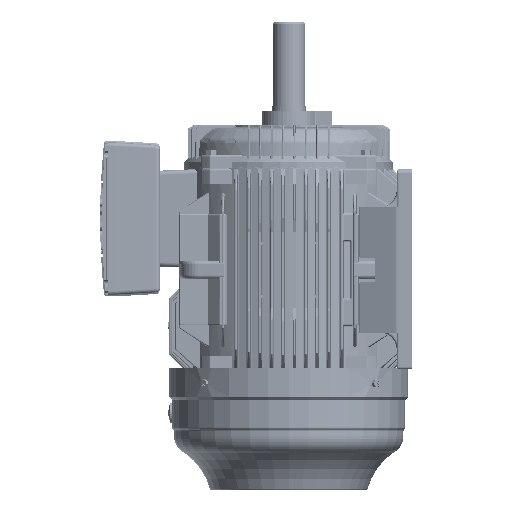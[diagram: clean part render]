
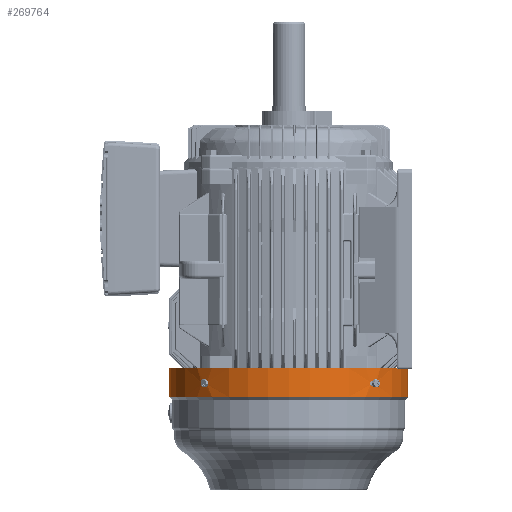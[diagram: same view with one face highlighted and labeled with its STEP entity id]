
A CAD part, left-side view. The second image highlights one B-rep face of the part: STEP entity #269764.
In plain terms, the highlighted cylindrical face has radius 157 mm (diameter 314 mm), a partial arc.
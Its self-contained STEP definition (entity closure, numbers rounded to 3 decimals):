
#93021=CARTESIAN_POINT('',(0.,0.,-31.989));
#93022=DIRECTION('',(0.,0.,-1.));
#93023=DIRECTION('',(0.,-1.,0.));
#93024=AXIS2_PLACEMENT_3D('',#93021,#93022,#93023);
#93040=DIRECTION('',(0.,0.,-1.));
#93041=VECTOR('',#93040,38.);
#93042=CARTESIAN_POINT('',(0.,-157.,6.011));
#93043=LINE('',#93042,#93041);
#93068=DIRECTION('',(0.,0.,-1.));
#93069=VECTOR('',#93068,38.);
#93070=CARTESIAN_POINT('',(0.,157.,6.011));
#93071=LINE('',#93070,#93069);
#93072=CARTESIAN_POINT('',(-109.234,-112.769,
-17.489));
#93073=CARTESIAN_POINT('',(-108.888,-113.104,
-17.489));
#93074=CARTESIAN_POINT('',(-108.25,-113.717,
-17.306));
#93075=CARTESIAN_POINT('',(-107.392,-114.526,
-16.526));
#93076=CARTESIAN_POINT('',(-106.825,-115.054,
-15.359));
#93077=CARTESIAN_POINT('',(-106.625,-115.239,
-13.982));
#93078=CARTESIAN_POINT('',(-106.828,-115.052,
-12.612));
#93079=CARTESIAN_POINT('',(-107.395,-114.523,
-11.448));
#93080=CARTESIAN_POINT('',(-108.253,-113.714,
-10.671));
#93081=CARTESIAN_POINT('',(-108.889,-113.103,
-10.489));
#93082=CARTESIAN_POINT('',(-109.234,-112.769,
-10.489));
#93084=CARTESIAN_POINT('',(-112.769,-109.234,
-10.489));
#93085=CARTESIAN_POINT('',(-113.104,-108.889,
-10.489));
#93086=CARTESIAN_POINT('',(-113.716,-108.251,
-10.671));
#93087=CARTESIAN_POINT('',(-114.525,-107.394,
-11.45));
#93088=CARTESIAN_POINT('',(-115.053,-106.826,
-12.615));
#93089=CARTESIAN_POINT('',(-115.239,-106.625,
-13.989));
#93090=CARTESIAN_POINT('',(-115.053,-106.826,
-15.363));
#93091=CARTESIAN_POINT('',(-114.525,-107.394,
-16.528));
#93092=CARTESIAN_POINT('',(-113.716,-108.251,
-17.307));
#93093=CARTESIAN_POINT('',(-113.104,-108.889,
-17.489));
#93094=CARTESIAN_POINT('',(-112.769,-109.234,
-17.489));
#93096=CARTESIAN_POINT('',(-109.234,112.769,
-10.489));
#93097=CARTESIAN_POINT('',(-108.889,113.104,
-10.489));
#93098=CARTESIAN_POINT('',(-108.251,113.716,
-10.671));
#93099=CARTESIAN_POINT('',(-107.394,114.525,
-11.45));
#93100=CARTESIAN_POINT('',(-106.826,115.053,
-12.615));
#93101=CARTESIAN_POINT('',(-106.625,115.239,
-13.989));
#93102=CARTESIAN_POINT('',(-106.826,115.053,
-15.363));
#93103=CARTESIAN_POINT('',(-107.394,114.525,
-16.528));
#93104=CARTESIAN_POINT('',(-108.251,113.716,
-17.307));
#93105=CARTESIAN_POINT('',(-108.889,113.104,
-17.489));
#93106=CARTESIAN_POINT('',(-109.234,112.769,
-17.489));
#93108=CARTESIAN_POINT('',(0.,0.,6.011));
#93109=DIRECTION('',(0.,0.,1.));
#93110=DIRECTION('',(0.,1.,0.));
#93111=AXIS2_PLACEMENT_3D('',#93108,#93109,#93110);
#93348=CARTESIAN_POINT('',(0.,0.,-17.489));
#93349=DIRECTION('',(0.,0.,1.));
#93350=DIRECTION('',(-0.696,0.718,0.));
#93351=AXIS2_PLACEMENT_3D('',#93348,#93349,#93350);
#93374=CARTESIAN_POINT('',(-112.769,109.234,
-10.489));
#93375=CARTESIAN_POINT('',(-113.088,108.905,
-10.489));
#93376=CARTESIAN_POINT('',(-113.723,108.244,
-10.671));
#93377=CARTESIAN_POINT('',(-114.523,107.396,
-11.45));
#93378=CARTESIAN_POINT('',(-115.054,106.826,
-12.615));
#93379=CARTESIAN_POINT('',(-115.239,106.625,
-13.989));
#93380=CARTESIAN_POINT('',(-115.054,106.826,
-15.363));
#93381=CARTESIAN_POINT('',(-114.523,107.396,
-16.528));
#93382=CARTESIAN_POINT('',(-113.723,108.244,
-17.307));
#93383=CARTESIAN_POINT('',(-113.088,108.905,
-17.489));
#93384=CARTESIAN_POINT('',(-112.769,109.234,
-17.489));
#93390=CARTESIAN_POINT('',(0.,0.,-10.489));
#93391=DIRECTION('',(0.,0.,-1.));
#93392=DIRECTION('',(-0.718,0.696,0.));
#93393=AXIS2_PLACEMENT_3D('',#93390,#93391,#93392);
#93408=CARTESIAN_POINT('',(0.,0.,-10.489));
#93409=DIRECTION('',(0.,0.,-1.));
#93410=DIRECTION('',(-0.696,-0.718,0.));
#93411=AXIS2_PLACEMENT_3D('',#93408,#93409,#93410);
#93426=CARTESIAN_POINT('',(0.,0.,-17.489));
#93427=DIRECTION('',(0.,0.,1.));
#93428=DIRECTION('',(-0.718,-0.696,0.));
#93429=AXIS2_PLACEMENT_3D('',#93426,#93427,#93428);
#107350=CARTESIAN_POINT('',(-112.769,109.234,
-17.489));
#107352=VERTEX_POINT('',#107350);
#107505=CARTESIAN_POINT('',(-112.769,-109.234,
-17.489));
#107506=CARTESIAN_POINT('',(-109.234,-112.769,
-17.489));
#107507=VERTEX_POINT('',#107505);
#107508=VERTEX_POINT('',#107506);
#107519=CARTESIAN_POINT('',(-112.769,109.234,
-10.489));
#107520=CARTESIAN_POINT('',(-109.234,112.769,
-10.489));
#107521=VERTEX_POINT('',#107519);
#107522=VERTEX_POINT('',#107520);
#107523=CARTESIAN_POINT('',(0.,-157.,6.011));
#107524=CARTESIAN_POINT('',(0.,-157.,-31.989));
#107525=VERTEX_POINT('',#107523);
#107526=VERTEX_POINT('',#107524);
#107527=CARTESIAN_POINT('',(0.,157.,-31.989));
#107528=VERTEX_POINT('',#107527);
#107529=CARTESIAN_POINT('',(-109.234,-112.769,
-10.489));
#107530=CARTESIAN_POINT('',(-112.769,-109.234,
-10.489));
#107531=VERTEX_POINT('',#107529);
#107532=VERTEX_POINT('',#107530);
#107533=CARTESIAN_POINT('',(0.,157.,6.011));
#107534=VERTEX_POINT('',#107533);
#107541=CARTESIAN_POINT('',(-109.234,112.769,
-17.489));
#107542=VERTEX_POINT('',#107541);
#269732=CARTESIAN_POINT('',(0.,0.,6.011));
#269733=DIRECTION('',(0.,0.,1.));
#269734=DIRECTION('',(0.,1.,0.));
#269735=AXIS2_PLACEMENT_3D('',#269732,#269733,#269734);
#269736=CYLINDRICAL_SURFACE('',#269735,157.);
#269737=ORIENTED_EDGE('',*,*,#269677,.T.);
#269738=ORIENTED_EDGE('',*,*,#269706,.F.);
#269740=ORIENTED_EDGE('',*,*,#269739,.T.);
#269741=ORIENTED_EDGE('',*,*,#269702,.T.);
#269742=EDGE_LOOP('',(#269737,#269738,#269740,#269741));
#269743=FACE_OUTER_BOUND('',#269742,.F.);
#269745=ORIENTED_EDGE('',*,*,#269744,.T.);
#269747=ORIENTED_EDGE('',*,*,#269746,.T.);
#269749=ORIENTED_EDGE('',*,*,#269748,.T.);
#269751=ORIENTED_EDGE('',*,*,#269750,.T.);
#269752=EDGE_LOOP('',(#269745,#269747,#269749,#269751));
#269753=FACE_BOUND('',#269752,.F.);
#269755=ORIENTED_EDGE('',*,*,#269754,.T.);
#269757=ORIENTED_EDGE('',*,*,#269756,.F.);
#269759=ORIENTED_EDGE('',*,*,#269758,.T.);
#269761=ORIENTED_EDGE('',*,*,#269760,.T.);
#269762=EDGE_LOOP('',(#269755,#269757,#269759,#269761));
#269763=FACE_BOUND('',#269762,.F.);
#269764=ADVANCED_FACE('',(#269743,#269753,#269763),#269736,.T.);
#93025=CIRCLE('',#93024,157.);
#93083=B_SPLINE_CURVE_WITH_KNOTS('',3,(#93072,#93073,#93074,#93075,#93076,
#93077,#93078,#93079,#93080,#93081,#93082),.UNSPECIFIED.,.F.,.F.,(4,1,1,1,1,1,1,
1,4),(0.,0.125,0.25,0.375,0.5,0.625,0.75,0.875,1.),
.UNSPECIFIED.);
#93095=B_SPLINE_CURVE_WITH_KNOTS('',3,(#93084,#93085,#93086,#93087,#93088,
#93089,#93090,#93091,#93092,#93093,#93094),.UNSPECIFIED.,.F.,.F.,(4,1,1,1,1,1,1,
1,4),(0.,0.125,0.25,0.375,0.5,0.625,0.75,0.875,1.),
.UNSPECIFIED.);
#93107=B_SPLINE_CURVE_WITH_KNOTS('',3,(#93096,#93097,#93098,#93099,#93100,
#93101,#93102,#93103,#93104,#93105,#93106),.UNSPECIFIED.,.F.,.F.,(4,1,1,1,1,1,1,
1,4),(0.,0.125,0.25,0.375,0.5,0.625,0.75,0.875,1.),
.UNSPECIFIED.);
#93112=CIRCLE('',#93111,157.);
#93352=CIRCLE('',#93351,157.);
#93385=B_SPLINE_CURVE_WITH_KNOTS('',3,(#93374,#93375,#93376,#93377,#93378,
#93379,#93380,#93381,#93382,#93383,#93384),.UNSPECIFIED.,.F.,.F.,(4,1,1,1,1,1,1,
1,4),(0.,0.125,0.25,0.375,0.5,0.625,0.75,0.875,1.),
.UNSPECIFIED.);
#93394=CIRCLE('',#93393,157.);
#93412=CIRCLE('',#93411,157.);
#93430=CIRCLE('',#93429,157.);
#269677=EDGE_CURVE('',#107526,#107528,#93025,.T.);
#269702=EDGE_CURVE('',#107525,#107526,#93043,.T.);
#269706=EDGE_CURVE('',#107534,#107528,#93071,.T.);
#269739=EDGE_CURVE('',#107534,#107525,#93112,.T.);
#269744=EDGE_CURVE('',#107508,#107531,#93083,.T.);
#269746=EDGE_CURVE('',#107531,#107532,#93412,.T.);
#269748=EDGE_CURVE('',#107532,#107507,#93095,.T.);
#269750=EDGE_CURVE('',#107507,#107508,#93430,.T.);
#269754=EDGE_CURVE('',#107542,#107352,#93352,.T.);
#269756=EDGE_CURVE('',#107521,#107352,#93385,.T.);
#269758=EDGE_CURVE('',#107521,#107522,#93394,.T.);
#269760=EDGE_CURVE('',#107522,#107542,#93107,.T.);
